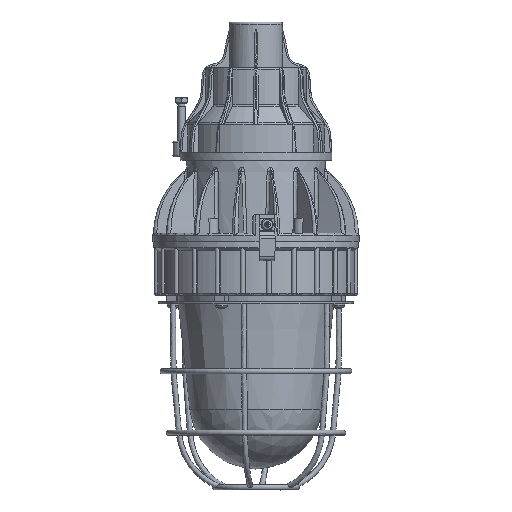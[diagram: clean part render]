
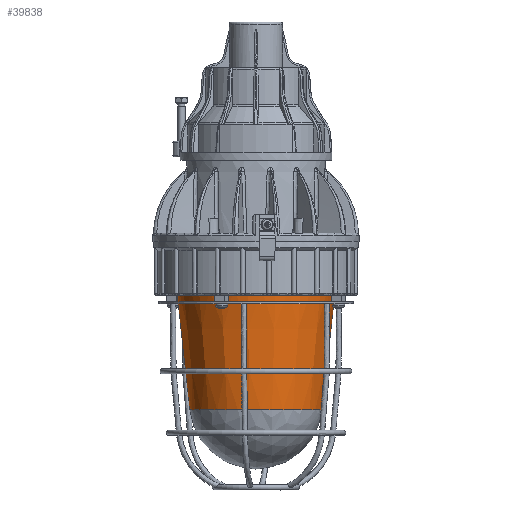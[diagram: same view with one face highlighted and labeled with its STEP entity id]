
A CAD part, front view. The second image highlights one B-rep face of the part: STEP entity #39838.
In plain terms, the highlighted conical face has half-angle 6.35 degrees and reference radius 48.05 mm.
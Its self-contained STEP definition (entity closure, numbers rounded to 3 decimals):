
#39807=CARTESIAN_POINT('',(43.488,3.112,-92.483));
#39808=VERTEX_POINT('',#39807);
#39809=CARTESIAN_POINT('',(0.,0.,-92.483));
#39810=DIRECTION('',(0.,0.,1.0));
#39811=DIRECTION('',(0.997,0.071,0.));
#39812=AXIS2_PLACEMENT_3D('',#39809,#39810,#39811);
#39813=CIRCLE('',#39812,43.599);
#39814=EDGE_CURVE('',#39808,#39808,#39813,.T.);
#39819=CARTESIAN_POINT('',(0.,0.,-52.492));
#39820=DIRECTION('',(0.,0.,1.0));
#39821=DIRECTION('',(0.997,0.071,0.));
#39822=AXIS2_PLACEMENT_3D('',#39819,#39820,#39821);
#39823=CONICAL_SURFACE('',#39822,48.05,6.35);
#39824=CARTESIAN_POINT('',(52.366,3.748,-12.5));
#39825=VERTEX_POINT('',#39824);
#39826=CARTESIAN_POINT('',(0.,0.,-12.5));
#39827=DIRECTION('',(0.,0.,1.0));
#39828=DIRECTION('',(0.997,0.071,0.));
#39829=AXIS2_PLACEMENT_3D('',#39826,#39827,#39828);
#39830=CIRCLE('',#39829,52.5);
#39831=EDGE_CURVE('',#39825,#39825,#39830,.T.);
#39832=ORIENTED_EDGE('',*,*,#39831,.F.);
#39833=EDGE_LOOP('',(#39832));
#39834=FACE_OUTER_BOUND('',#39833,.T.);
#39835=ORIENTED_EDGE('',*,*,#39814,.T.);
#39836=EDGE_LOOP('',(#39835));
#39837=FACE_BOUND('',#39836,.T.);
#39838=ADVANCED_FACE('',(#39834,#39837),#39823,.T.);
